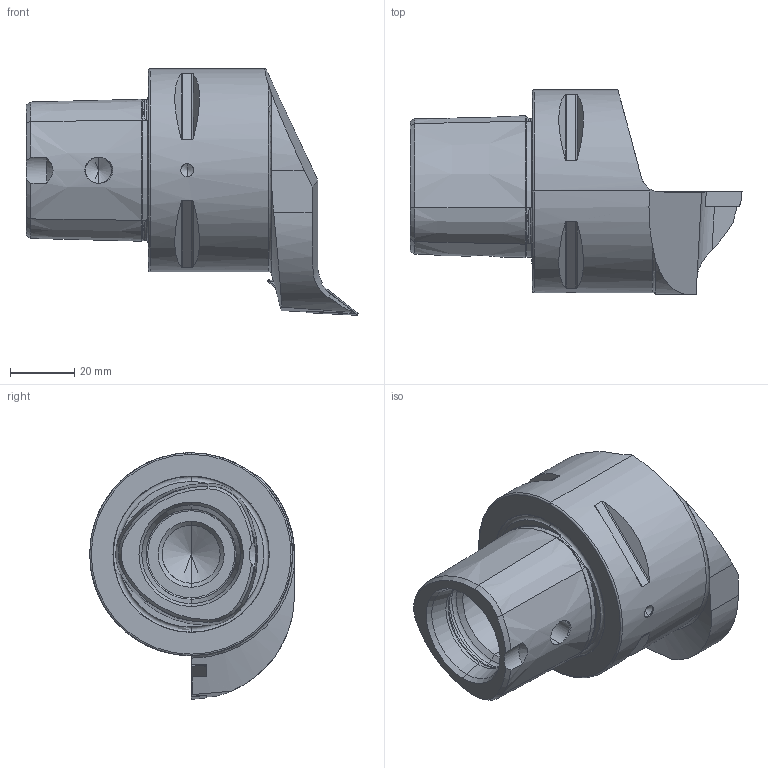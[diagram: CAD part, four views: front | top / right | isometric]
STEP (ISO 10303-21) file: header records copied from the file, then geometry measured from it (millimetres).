
FILE_DESCRIPTION (( 'STEP AP214' ), '1' );
FILE_NAME ('PS6.KVF.RJA.065.STEP', '2020-09-11T12:34:17', ( '' ), ( '' ), 'SwSTEP 2.0', 'SolidWorks 2017', '' );
FILE_SCHEMA (( 'AUTOMOTIVE_DESIGN' ));
Length unit declared in the file: millimetre
Products named in the file (5): KVT_MB_600_060; PS6.KVF.RJA.065; VBMT160404; PS6-KVF.RJA.065_A; WCB-ER2.001.009_A
Assembly tree (4 placements, depth 2):
  PS6.KVF.RJA.065
    PS6-KVF.RJA.065_A
    WCB-ER2.001.009_A
    VBMT160404
    KVT_MB_600_060
Bounding box: 103 x 63.52 x 76.5 mm (x, y, z)
Volume: 152700.1 mm3; surface area: 27673.6 mm2
Topology: 5 solids, 5 shells, 275 faces, 676 edges, 405 vertices
Faces by surface type: cone 94, cylinder 69, plane 57, torus 37, bspline 14, sphere 4
Entity records: 9298 total; most frequent: CARTESIAN_POINT 2944, ORIENTED_EDGE 1314, DIRECTION 1247, EDGE_CURVE 657, AXIS2_PLACEMENT_3D 508, VERTEX_POINT 402, EDGE_LOOP 293, FACE_OUTER_BOUND 275
